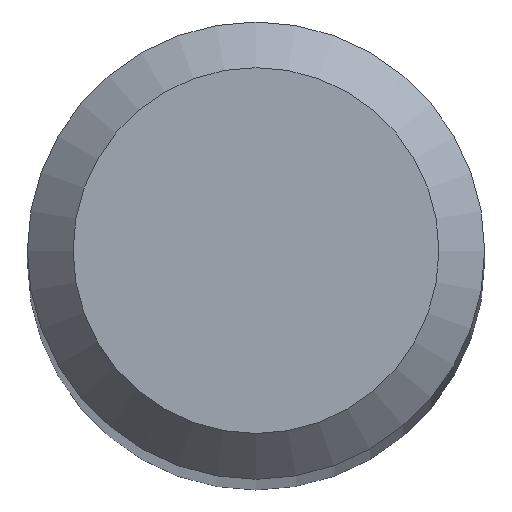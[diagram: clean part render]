
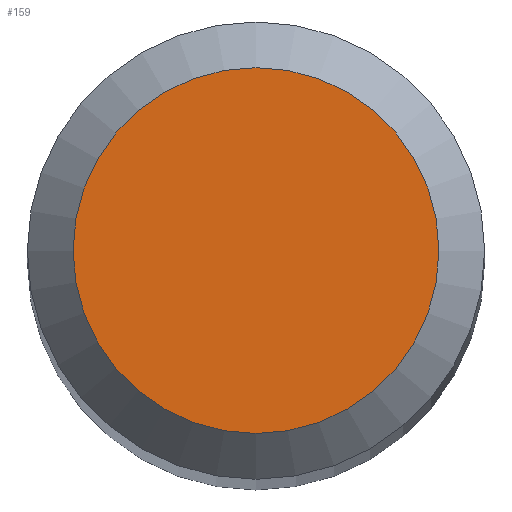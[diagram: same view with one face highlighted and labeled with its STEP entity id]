
A CAD part, top view. The second image highlights one B-rep face of the part: STEP entity #159.
In plain terms, the highlighted planar face has unit normal (0, 0, 1).
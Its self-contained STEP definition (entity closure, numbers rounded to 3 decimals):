
#37 = VERTEX_POINT ( 'NONE', #237 ) ;
#41 = DIRECTION ( 'NONE',  ( 0., 0., -1. ) ) ;
#68 = ORIENTED_EDGE ( 'NONE', *, *, #236, .F. ) ;
#93 = FACE_OUTER_BOUND ( 'NONE', #101, .T. ) ;
#101 = EDGE_LOOP ( 'NONE', ( #68 ) ) ;
#118 = AXIS2_PLACEMENT_3D ( 'NONE', #224, #41, #188 ) ;
#121 = CARTESIAN_POINT ( 'NONE',  ( 0., 0., 30. ) ) ;
#142 = DIRECTION ( 'NONE',  ( 0., 1., 0. ) ) ;
#159 = ADVANCED_FACE ( 'NONE', ( #93 ), #175, .F. ) ;
#175 = PLANE ( 'NONE',  #202 ) ;
#188 = DIRECTION ( 'NONE',  ( 0., 1., 0. ) ) ;
#197 = CIRCLE ( 'NONE', #118, 0.6 ) ;
#202 = AXIS2_PLACEMENT_3D ( 'NONE', #121, #231, #142 ) ;
#224 = CARTESIAN_POINT ( 'NONE',  ( 0., 0., 30. ) ) ;
#231 = DIRECTION ( 'NONE',  ( 0., 0., -1. ) ) ;
#236 = EDGE_CURVE ( 'NONE', #37, #37, #197, .T. ) ;
#237 = CARTESIAN_POINT ( 'NONE',  ( 0., 0.6, 30. ) ) ;
